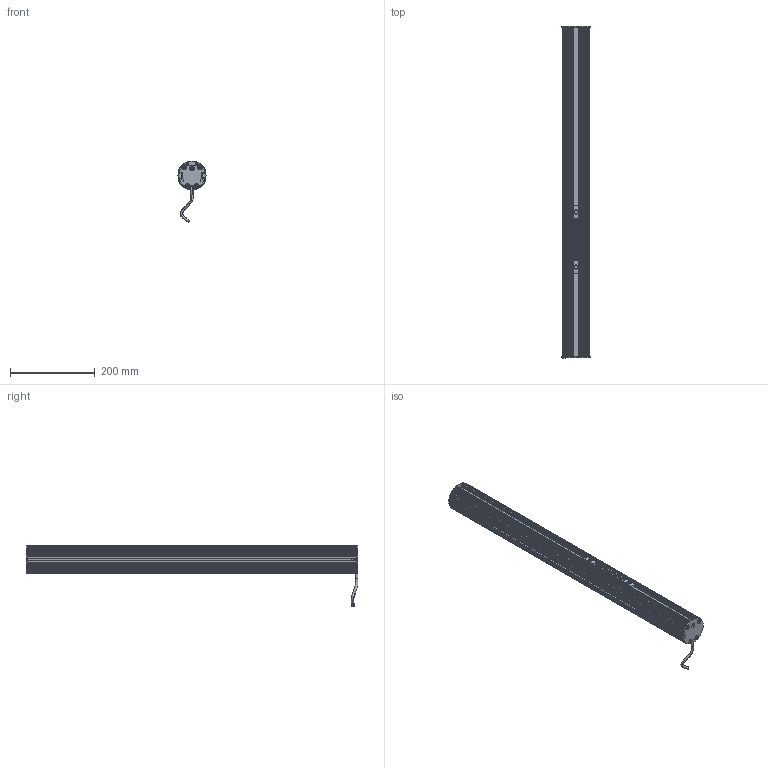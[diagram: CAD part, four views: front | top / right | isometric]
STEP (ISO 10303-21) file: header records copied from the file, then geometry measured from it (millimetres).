
FILE_DESCRIPTION (( 'STEP AP203' ), '1' );
FILE_NAME ('I 67 Koax EB 785mm Hub 410mm.STEP', '2009-10-26T13:03:11', ( 'PC' ), ( 'PC' ), 'SwSTEP 2.0', 'SolidWorks 2007', '' );
FILE_SCHEMA (( 'CONFIG_CONTROL_DESIGN' ));
Length unit declared in the file: millimetre
Products named in the file (11): Innenprofil I67_70_Standard_Standard; Kabel_Standard_Standard_Standard; Senkschraube_M5 x 16 DIN 7991_Standard_Standard; I 67 Koax EB 785mm Hub 410mm; Schraube_DIN912_M5 x 20 DIN 912_Standard_Standard; Läufer gesamt_Single Spindel_Standard_Standard; Band_Standard_Standard_Standard; Profildeckel_2_Laserteil_Standard_Standard; Fath vierk mutter gross_Standard_Standard_Standard; Außenprofil I67_1844_Standard_Standard; Läuferkopf 260204_skaliert_nicht skaliert_Standard_Standard
Assembly tree (27 placements, depth 3):
  I 67 Koax EB 785mm Hub 410mm
    Läufer gesamt_Single Spindel_Standard_Standard
      Läuferkopf 260204_skaliert_nicht skaliert_Standard_Standard  x4
      Schraube_DIN912_M5 x 20 DIN 912_Standard_Standard  x6
      Innenprofil I67_70_Standard_Standard
    Senkschraube_M5 x 16 DIN 7991_Standard_Standard  x9
    Profildeckel_2_Laserteil_Standard_Standard  x2
    Band_Standard_Standard_Standard
    Fath vierk mutter gross_Standard_Standard_Standard
    Außenprofil I67_1844_Standard_Standard
    Kabel_Standard_Standard_Standard
Bounding box: 66.5 x 785.17 x 144.58 mm (x, y, z)
Volume: 747910.9 mm3; surface area: 620310.4 mm2
Topology: 26 solids, 26 shells, 2490 faces, 6534 edges, 4185 vertices
Faces by surface type: plane 756, cylinder 741, cone 735, torus 152, bspline 106
Entity records: 35079 total; most frequent: CARTESIAN_POINT 7847, DIRECTION 5632, ORIENTED_EDGE 5392, EDGE_CURVE 2696, AXIS2_PLACEMENT_3D 2163, VERTEX_POINT 1754, VECTOR 1306, LINE 1306
